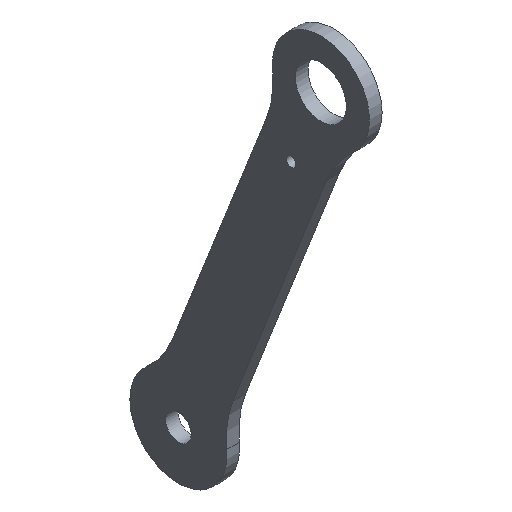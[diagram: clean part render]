
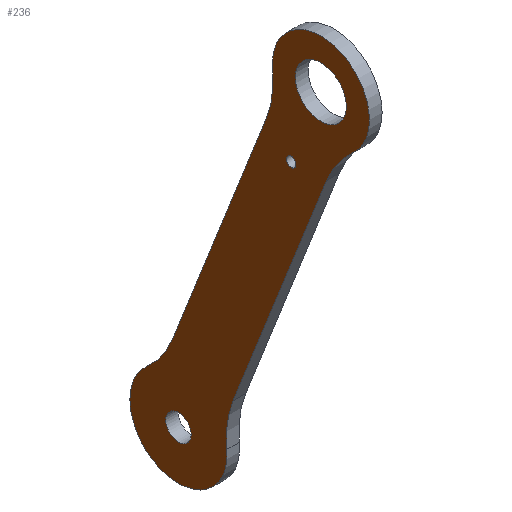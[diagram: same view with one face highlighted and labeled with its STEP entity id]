
A CAD part, isometric view. The second image highlights one B-rep face of the part: STEP entity #236.
In plain terms, the highlighted planar face has unit normal (-1, 0, 0).
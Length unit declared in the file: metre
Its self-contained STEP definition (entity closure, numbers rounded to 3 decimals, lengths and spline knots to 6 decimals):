
#34=LINE('',#397,#46);
#39=LINE('',#409,#51);
#46=VECTOR('',#321,1.);
#51=VECTOR('',#332,1.);
#80=ORIENTED_EDGE('',*,*,#136,.T.);
#81=ORIENTED_EDGE('',*,*,#137,.F.);
#82=ORIENTED_EDGE('',*,*,#138,.T.);
#83=ORIENTED_EDGE('',*,*,#124,.F.);
#84=ORIENTED_EDGE('',*,*,#139,.T.);
#85=ORIENTED_EDGE('',*,*,#134,.T.);
#86=ORIENTED_EDGE('',*,*,#140,.T.);
#87=ORIENTED_EDGE('',*,*,#131,.F.);
#88=ORIENTED_EDGE('',*,*,#141,.T.);
#89=ORIENTED_EDGE('',*,*,#128,.F.);
#90=ORIENTED_EDGE('',*,*,#142,.T.);
#124=EDGE_CURVE('',#154,#155,#174,.T.);
#128=EDGE_CURVE('',#156,#157,#34,.T.);
#131=EDGE_CURVE('',#158,#159,#175,.T.);
#134=EDGE_CURVE('',#161,#160,#39,.T.);
#136=EDGE_CURVE('',#162,#162,#176,.T.);
#137=EDGE_CURVE('',#163,#163,#177,.F.);
#138=EDGE_CURVE('',#164,#164,#178,.T.);
#139=EDGE_CURVE('',#154,#161,#179,.T.);
#140=EDGE_CURVE('',#160,#159,#180,.T.);
#141=EDGE_CURVE('',#158,#157,#181,.T.);
#142=EDGE_CURVE('',#156,#155,#182,.T.);
#154=VERTEX_POINT('',#390);
#155=VERTEX_POINT('',#391);
#156=VERTEX_POINT('',#396);
#157=VERTEX_POINT('',#398);
#158=VERTEX_POINT('',#402);
#159=VERTEX_POINT('',#404);
#160=VERTEX_POINT('',#408);
#161=VERTEX_POINT('',#410);
#162=VERTEX_POINT('',#414);
#163=VERTEX_POINT('',#416);
#164=VERTEX_POINT('',#418);
#174=CIRCLE('',#268,0.012123);
#175=CIRCLE('',#271,0.012123);
#176=CIRCLE('',#274,0.001191);
#177=CIRCLE('',#275,0.00635);
#178=CIRCLE('',#276,0.003175);
#179=CIRCLE('',#277,0.024245);
#180=CIRCLE('',#278,0.024245);
#181=CIRCLE('',#279,0.024245);
#182=CIRCLE('',#280,0.024245);
#191=EDGE_LOOP('',(#80));
#192=EDGE_LOOP('',(#81));
#193=EDGE_LOOP('',(#82));
#194=EDGE_LOOP('',(#83,#84,#85,#86,#87,#88,#89,#90));
#213=FACE_BOUND('',#191,.T.);
#214=FACE_BOUND('',#192,.T.);
#215=FACE_BOUND('',#193,.T.);
#216=FACE_BOUND('',#194,.T.);
#230=PLANE('',#273);
#236=ADVANCED_FACE('',(#213,#214,#215,#216),#230,.F.);
#268=AXIS2_PLACEMENT_3D('',#389,#314,#315);
#271=AXIS2_PLACEMENT_3D('',#403,#326,#327);
#273=AXIS2_PLACEMENT_3D('',#412,#334,#335);
#274=AXIS2_PLACEMENT_3D('',#413,#336,#337);
#275=AXIS2_PLACEMENT_3D('',#415,#338,#339);
#276=AXIS2_PLACEMENT_3D('',#417,#340,#341);
#277=AXIS2_PLACEMENT_3D('',#419,#342,#343);
#278=AXIS2_PLACEMENT_3D('',#420,#344,#345);
#279=AXIS2_PLACEMENT_3D('',#421,#346,#347);
#280=AXIS2_PLACEMENT_3D('',#422,#348,#349);
#314=DIRECTION('',(1.,0.,0.));
#315=DIRECTION('',(0.,0.156,-0.988));
#321=DIRECTION('',(0.,0.367,-0.93));
#326=DIRECTION('',(1.,0.,0.));
#327=DIRECTION('',(0.,0.156,-0.988));
#332=DIRECTION('',(0.,0.367,-0.93));
#334=DIRECTION('',(1.,0.,0.));
#335=DIRECTION('',(0.,0.988,0.156));
#336=DIRECTION('',(1.,0.,0.));
#337=DIRECTION('',(0.,1.,0.));
#338=DIRECTION('',(1.,0.,0.));
#339=DIRECTION('',(0.,0.156,-0.988));
#340=DIRECTION('',(1.,0.,0.));
#341=DIRECTION('',(0.,0.156,-0.988));
#342=DIRECTION('',(1.,0.,0.));
#343=DIRECTION('',(0.,0.156,-0.988));
#344=DIRECTION('',(1.,0.,0.));
#345=DIRECTION('',(0.,0.156,-0.988));
#346=DIRECTION('',(1.,0.,0.));
#347=DIRECTION('',(0.,0.156,-0.988));
#348=DIRECTION('',(1.,0.,0.));
#349=DIRECTION('',(0.,0.156,-0.988));
#389=CARTESIAN_POINT('',(0.037667,0.300996,0.121495));
#390=CARTESIAN_POINT('',(0.037667,0.313057,0.120277));
#391=CARTESIAN_POINT('',(0.037667,0.293005,0.112379));
#396=CARTESIAN_POINT('',(0.037667,0.299583,0.103031));
#397=CARTESIAN_POINT('',(0.037667,0.311248,0.073416));
#398=CARTESIAN_POINT('',(0.037667,0.322914,0.043801));
#402=CARTESIAN_POINT('',(0.037667,0.324478,0.03248));
#403=CARTESIAN_POINT('',(0.037667,0.33654,0.031262));
#404=CARTESIAN_POINT('',(0.037667,0.34453,0.040378));
#408=CARTESIAN_POINT('',(0.037667,0.337953,0.049725));
#409=CARTESIAN_POINT('',(0.037667,0.326287,0.07934));
#410=CARTESIAN_POINT('',(0.037667,0.314622,0.108955));
#412=CARTESIAN_POINT('',(0.037667,0.318768,0.076378));
#413=CARTESIAN_POINT('',(0.037667,0.308401,0.102697));
#414=CARTESIAN_POINT('',(0.037667,0.309592,0.102697));
#415=CARTESIAN_POINT('',(0.037667,0.300996,0.121495));
#416=CARTESIAN_POINT('',(0.037667,0.301989,0.115223));
#417=CARTESIAN_POINT('',(0.037667,0.33654,0.031262));
#418=CARTESIAN_POINT('',(0.037667,0.337037,0.028126));
#419=CARTESIAN_POINT('',(0.037667,0.33718,0.117841));
#420=CARTESIAN_POINT('',(0.037667,0.360511,0.058611));
#421=CARTESIAN_POINT('',(0.037667,0.300356,0.034915));
#422=CARTESIAN_POINT('',(0.037667,0.277024,0.094145));
